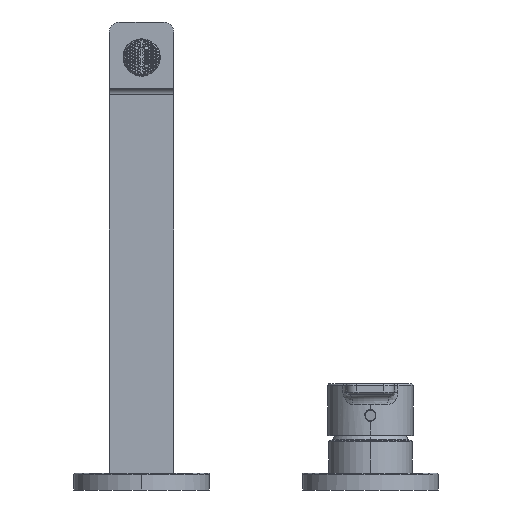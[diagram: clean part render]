
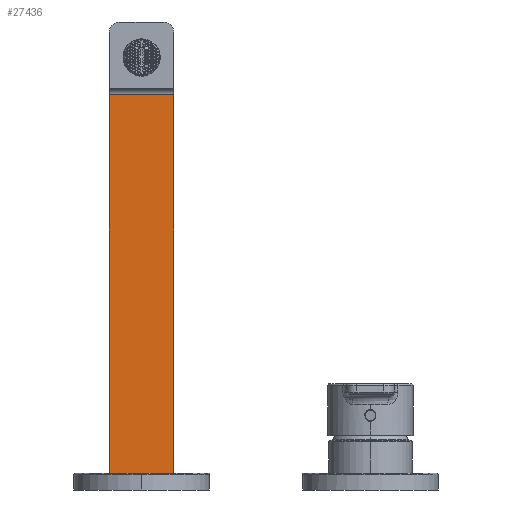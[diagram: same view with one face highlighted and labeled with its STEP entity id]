
A CAD part, front view. The second image highlights one B-rep face of the part: STEP entity #27436.
In plain terms, the highlighted planar face has unit normal (0, -1, 0).
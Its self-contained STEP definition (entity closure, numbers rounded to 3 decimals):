
#1826=DIRECTION('',(1.,0.,0.));
#1827=VECTOR('',#1826,31.);
#1828=CARTESIAN_POINT('',(-125.5,-9.,259.));
#1829=LINE('',#1828,#1827);
#1834=DIRECTION('',(0.,0.,1.));
#1835=VECTOR('',#1834,182.);
#1836=CARTESIAN_POINT('',(-94.5,-9.,77.));
#1837=LINE('',#1836,#1835);
#1870=DIRECTION('',(1.,0.,0.));
#1871=VECTOR('',#1870,31.);
#1872=CARTESIAN_POINT('',(-125.5,-9.,77.));
#1873=LINE('',#1872,#1871);
#2010=DIRECTION('',(0.,0.,1.));
#2011=VECTOR('',#2010,182.);
#2012=CARTESIAN_POINT('',(-125.5,-9.,77.));
#2013=LINE('',#2012,#2011);
#21270=CARTESIAN_POINT('',(-94.5,-9.,259.));
#21271=VERTEX_POINT('',#21270);
#21292=CARTESIAN_POINT('',(-125.5,-9.,259.));
#21293=VERTEX_POINT('',#21292);
#24419=CARTESIAN_POINT('',(-94.5,-9.,77.));
#24421=VERTEX_POINT('',#24419);
#24428=CARTESIAN_POINT('',(-125.5,-9.,77.));
#24429=VERTEX_POINT('',#24428);
#27422=CARTESIAN_POINT('',(-110.,-9.,168.));
#27423=DIRECTION('',(0.,1.,0.));
#27424=DIRECTION('',(0.,0.,1.));
#27425=AXIS2_PLACEMENT_3D('',#27422,#27423,#27424);
#27426=PLANE('',#27425);
#27428=ORIENTED_EDGE('',*,*,#27427,.F.);
#27430=ORIENTED_EDGE('',*,*,#27429,.T.);
#27431=ORIENTED_EDGE('',*,*,#27405,.T.);
#27433=ORIENTED_EDGE('',*,*,#27432,.F.);
#27434=EDGE_LOOP('',(#27428,#27430,#27431,#27433));
#27435=FACE_OUTER_BOUND('',#27434,.F.);
#27405=EDGE_CURVE('',#21293,#21271,#1829,.T.);
#27427=EDGE_CURVE('',#24429,#24421,#1873,.T.);
#27429=EDGE_CURVE('',#24429,#21293,#2013,.T.);
#27432=EDGE_CURVE('',#24421,#21271,#1837,.T.);
#27436=ADVANCED_FACE('',(#27435),#27426,.F.);
